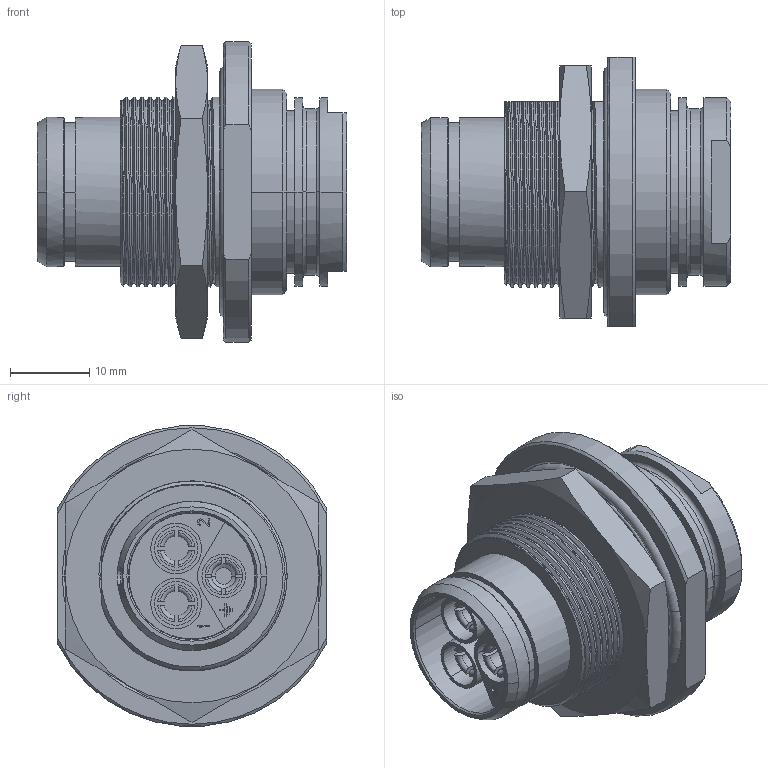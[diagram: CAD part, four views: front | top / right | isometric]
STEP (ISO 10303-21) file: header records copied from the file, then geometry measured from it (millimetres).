
FILE_DESCRIPTION((''),'2;1');
FILE_NAME('1331EVR303FZ','2024-08-12T11:05:55',('paultorloting'),('NET AG system integration'),'CREO PARAMETRIC BY PTC INC, 2021404','CREO PARAMETRIC BY PTC INC, 2021404','');
FILE_SCHEMA(('AUTOMOTIVE_DESIGN { 1 0 10303 214 1 1 1 1 }'));
Length unit declared in the file: millimetre
Products named in the file (1): 1331EVR303FZ
Bounding box: 39.1 x 34 x 37.86 mm (x, y, z)
Volume: 14775.8 mm3; surface area: 13278.2 mm2
Topology: 1 solids, 1 shells, 428 faces, 1111 edges, 721 vertices
Faces by surface type: plane 181, cylinder 124, cone 51, bspline 44, torus 28
Entity records: 26958 total; most frequent: CARTESIAN_POINT 14505, ORIENTED_EDGE 2222, DIRECTION 1963, EDGE_CURVE 1111, AXIS2_PLACEMENT_3D 723, VERTEX_POINT 721, VECTOR 514, LINE 514
